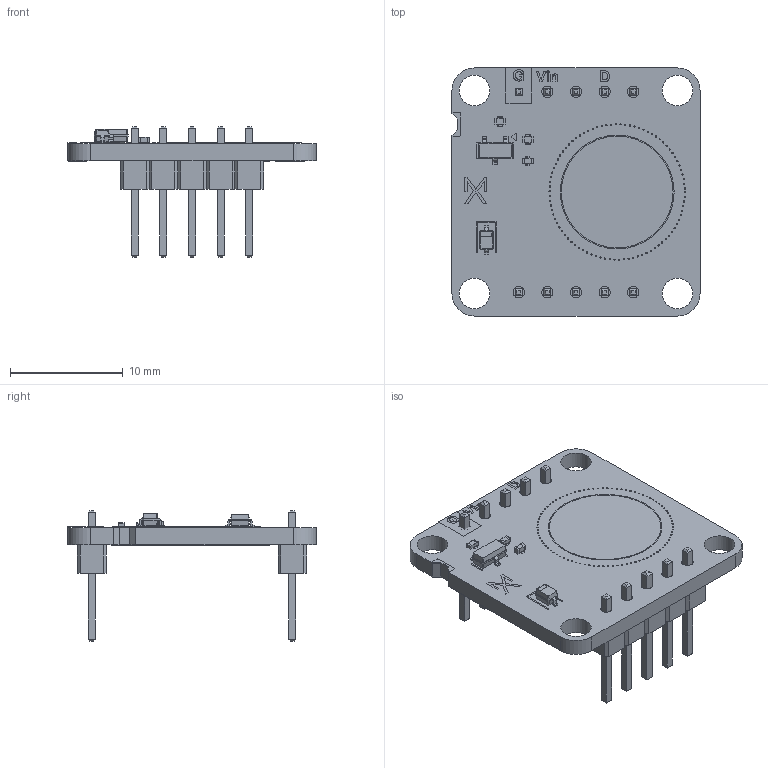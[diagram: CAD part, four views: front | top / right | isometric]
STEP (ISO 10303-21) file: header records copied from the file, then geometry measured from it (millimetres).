
FILE_DESCRIPTION(('KiCad electronic assembly'),'2;1');
FILE_NAME('STP_AX22_0013.step','2025-07-07T20:46:44',('Pcbnew'),('Kicad' ),'Open CASCADE STEP processor 7.8','KiCad to STEP converter', 'Unknown');
FILE_SCHEMA(('AUTOMOTIVE_DESIGN { 1 0 10303 214 1 1 1 1 }'));
Length unit declared in the file: millimetre
Products named in the file (8): STP_AX22_0013 1; D_SOD-323; R_0402_1005Metric; SOT-23; C_0402_1005Metric; PinHeader_1x05_P2.54mm_Vertical; AX22_Vibration-Motor_silkscreen; AX22_Vibration-Motor_PCB
Assembly tree (9 placements, depth 2):
  STP_AX22_0013 1
    D_SOD-323
    R_0402_1005Metric  x2
    SOT-23
    C_0402_1005Metric
    PinHeader_1x05_P2.54mm_Vertical  x2
    AX22_Vibration-Motor_silkscreen
    AX22_Vibration-Motor_PCB
Bounding box: 22 x 22 x 11.54 mm (x, y, z)
Volume: 881.9 mm3; surface area: 1712.6 mm2
Topology: 8 solids, 146 shells, 637 faces, 2651 edges, 2191 vertices
Faces by surface type: plane 518, cylinder 66, bspline 53
Full cylindrical faces by diameter (mm): 1 x10, 2.7 x4
Entity records: 26598 total; most frequent: CARTESIAN_POINT 4970, DIRECTION 3577, ORIENTED_EDGE 3137, EDGE_CURVE 2287, VERTEX_POINT 1963, LINE 1757, VECTOR 1757, AXIS2_PLACEMENT_3D 910
